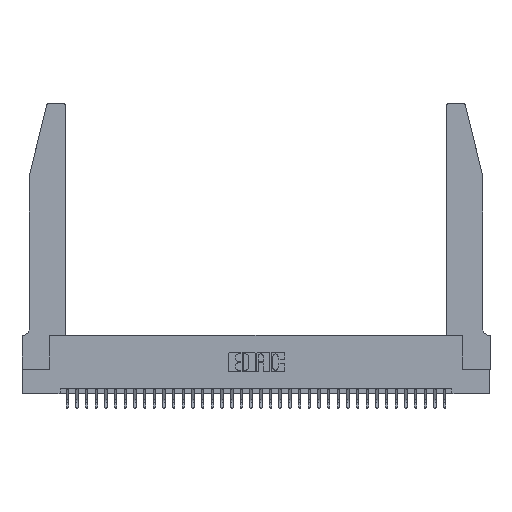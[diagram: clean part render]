
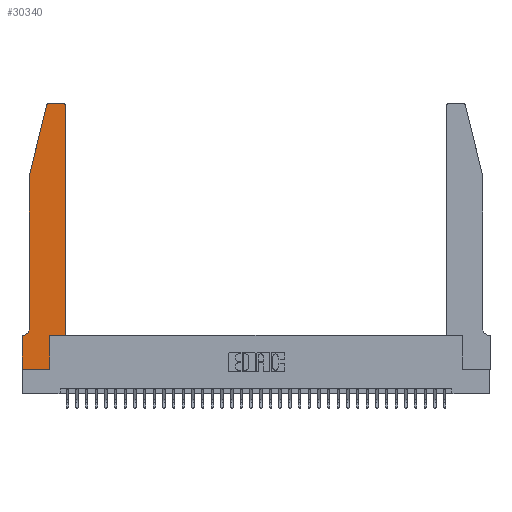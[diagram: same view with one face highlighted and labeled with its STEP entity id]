
A CAD part, top view. The second image highlights one B-rep face of the part: STEP entity #30340.
In plain terms, the highlighted planar face has unit normal (0, 0, 1).
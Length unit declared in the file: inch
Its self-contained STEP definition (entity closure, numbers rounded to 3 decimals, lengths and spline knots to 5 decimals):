
#464 = LINE ( 'NONE', #3947, #23261 ) ;
#639 = DIRECTION ( 'NONE',  ( 0., 0., -1. ) ) ;
#645 = DIRECTION ( 'NONE',  ( 0., 1., 0. ) ) ;
#852 = AXIS2_PLACEMENT_3D ( 'NONE', #17816, #639, #20672 ) ;
#1193 = CARTESIAN_POINT ( 'NONE',  ( 0., 0.35, 0.37 ) ) ;
#1451 = CARTESIAN_POINT ( 'NONE',  ( 0.0055, 0.35, 0.37 ) ) ;
#2031 = EDGE_CURVE ( 'NONE', #13992, #23495, #22924, .T. ) ;
#2218 = CARTESIAN_POINT ( 'NONE',  ( 0.2865, 0., 0.37 ) ) ;
#2681 = VERTEX_POINT ( 'NONE', #6992 ) ;
#3137 = CARTESIAN_POINT ( 'NONE',  ( 0.4505, 2.72, 0.37 ) ) ;
#3220 = VECTOR ( 'NONE', #28066, 39.37008 ) ;
#3947 = CARTESIAN_POINT ( 'NONE',  ( 0.0755, 0.35, 0.37 ) ) ;
#4134 = EDGE_CURVE ( 'NONE', #32514, #17386, #4656, .T. ) ;
#4349 = EDGE_CURVE ( 'NONE', #31964, #32514, #21092, .T. ) ;
#4359 = ORIENTED_EDGE ( 'NONE', *, *, #2031, .T. ) ;
#4371 = CARTESIAN_POINT ( 'NONE',  ( 0.4505, 0.35, 0.37 ) ) ;
#4513 = EDGE_CURVE ( 'NONE', #29278, #33632, #464, .T. ) ;
#4637 = CARTESIAN_POINT ( 'NONE',  ( 0.0755, 0.42, 0.37 ) ) ;
#4656 = LINE ( 'NONE', #13876, #33765 ) ;
#4689 = CIRCLE ( 'NONE', #5772, 0.03 ) ;
#5461 = CARTESIAN_POINT ( 'NONE',  ( 0., 0., 0.37 ) ) ;
#5478 = VERTEX_POINT ( 'NONE', #11707 ) ;
#5694 = CARTESIAN_POINT ( 'NONE',  ( 0.4205, 2.75, 0.37 ) ) ;
#5772 = AXIS2_PLACEMENT_3D ( 'NONE', #7638, #27371, #10503 ) ;
#6149 = ORIENTED_EDGE ( 'NONE', *, *, #10998, .T. ) ;
#6227 = DIRECTION ( 'NONE',  ( -0.239, -0.971, 0. ) ) ;
#6228 = CARTESIAN_POINT ( 'NONE',  ( 0., 0.35, 0.37 ) ) ;
#6651 = LINE ( 'NONE', #15890, #35675 ) ;
#6992 = CARTESIAN_POINT ( 'NONE',  ( 0.284, 2.75, 0.37 ) ) ;
#7579 = CARTESIAN_POINT ( 'NONE',  ( 0.25487, 2.72718, 0.37 ) ) ;
#7613 = EDGE_CURVE ( 'NONE', #33632, #5478, #6651, .T. ) ;
#7638 = CARTESIAN_POINT ( 'NONE',  ( 0.284, 2.72, 0.37 ) ) ;
#7710 = LINE ( 'NONE', #17822, #36646 ) ;
#8108 = EDGE_LOOP ( 'NONE', ( #10629, #33027, #19036, #29091, #15078, #30873, #31736, #10210, #26057, #4359, #6149, #28665 ) ) ;
#9140 = DIRECTION ( 'NONE',  ( 1., 0., 0. ) ) ;
#10210 = ORIENTED_EDGE ( 'NONE', *, *, #10245, .T. ) ;
#10245 = EDGE_CURVE ( 'NONE', #5478, #13155, #25874, .T. ) ;
#10503 = DIRECTION ( 'NONE',  ( 1., 0., 0. ) ) ;
#10629 = ORIENTED_EDGE ( 'NONE', *, *, #10632, .T. ) ;
#10632 = EDGE_CURVE ( 'NONE', #25357, #2681, #34984, .T. ) ;
#10998 = EDGE_CURVE ( 'NONE', #23495, #19912, #22751, .T. ) ;
#11062 = CARTESIAN_POINT ( 'NONE',  ( 0.4205, 2.72, 0.37 ) ) ;
#11707 = CARTESIAN_POINT ( 'NONE',  ( 0., 0., 0.37 ) ) ;
#13055 = DIRECTION ( 'NONE',  ( -1., 0., 0. ) ) ;
#13155 = VERTEX_POINT ( 'NONE', #2218 ) ;
#13876 = CARTESIAN_POINT ( 'NONE',  ( 0.0755, 2., 0.37 ) ) ;
#13927 = DIRECTION ( 'NONE',  ( 1., 0., 0. ) ) ;
#13992 = VERTEX_POINT ( 'NONE', #19165 ) ;
#15078 = ORIENTED_EDGE ( 'NONE', *, *, #36351, .T. ) ;
#15282 = VECTOR ( 'NONE', #23508, 39.37008 ) ;
#15756 = EDGE_CURVE ( 'NONE', #2681, #31964, #4689, .T. ) ;
#15890 = CARTESIAN_POINT ( 'NONE',  ( 0., 0., 0.37 ) ) ;
#16321 = VECTOR ( 'NONE', #24203, 39.37008 ) ;
#16378 = AXIS2_PLACEMENT_3D ( 'NONE', #6228, #26009, #9140 ) ;
#17386 = VERTEX_POINT ( 'NONE', #4637 ) ;
#17816 = CARTESIAN_POINT ( 'NONE',  ( 0.0055, 0.42, 0.37 ) ) ;
#17822 = CARTESIAN_POINT ( 'NONE',  ( 0.2865, 0.35, 0.37 ) ) ;
#19036 = ORIENTED_EDGE ( 'NONE', *, *, #4349, .T. ) ;
#19165 = CARTESIAN_POINT ( 'NONE',  ( 0.2865, 0.35, 0.37 ) ) ;
#19542 = DIRECTION ( 'NONE',  ( 0., -1., 0. ) ) ;
#19850 = CARTESIAN_POINT ( 'NONE',  ( 0.4505, 0.35, 0.37 ) ) ;
#19912 = VERTEX_POINT ( 'NONE', #3137 ) ;
#20360 = CARTESIAN_POINT ( 'NONE',  ( 0.0755, 2., 0.37 ) ) ;
#20672 = DIRECTION ( 'NONE',  ( -1., 0., 0. ) ) ;
#20989 = DIRECTION ( 'NONE',  ( -1., 0., 0. ) ) ;
#21092 = LINE ( 'NONE', #20360, #27670 ) ;
#22751 = LINE ( 'NONE', #34592, #15282 ) ;
#22924 = LINE ( 'NONE', #4371, #16321 ) ;
#23261 = VECTOR ( 'NONE', #20989, 39.37008 ) ;
#23495 = VERTEX_POINT ( 'NONE', #19850 ) ;
#23508 = DIRECTION ( 'NONE',  ( 0., 1., 0. ) ) ;
#24203 = DIRECTION ( 'NONE',  ( 1., 0., 0. ) ) ;
#25357 = VERTEX_POINT ( 'NONE', #5694 ) ;
#25874 = LINE ( 'NONE', #5461, #3220 ) ;
#26009 = DIRECTION ( 'NONE',  ( 0., 0., 1. ) ) ;
#26057 = ORIENTED_EDGE ( 'NONE', *, *, #26999, .T. ) ;
#26999 = EDGE_CURVE ( 'NONE', #13155, #13992, #7710, .T. ) ;
#27197 = DIRECTION ( 'NONE',  ( 0., -1., 0. ) ) ;
#27371 = DIRECTION ( 'NONE',  ( 0., 0., 1. ) ) ;
#27670 = VECTOR ( 'NONE', #6227, 39.37008 ) ;
#28066 = DIRECTION ( 'NONE',  ( 1., 0., 0. ) ) ;
#28665 = ORIENTED_EDGE ( 'NONE', *, *, #33822, .T. ) ;
#29091 = ORIENTED_EDGE ( 'NONE', *, *, #4134, .T. ) ;
#29278 = VERTEX_POINT ( 'NONE', #1451 ) ;
#29341 = CIRCLE ( 'NONE', #35646, 0.03 ) ;
#30340 = ADVANCED_FACE ( 'NONE', ( #35181 ), #34277, .T. ) ;
#30726 = DIRECTION ( 'NONE',  ( 0., 0., 1. ) ) ;
#30873 = ORIENTED_EDGE ( 'NONE', *, *, #4513, .T. ) ;
#31736 = ORIENTED_EDGE ( 'NONE', *, *, #7613, .T. ) ;
#31964 = VERTEX_POINT ( 'NONE', #7579 ) ;
#32514 = VERTEX_POINT ( 'NONE', #33125 ) ;
#32672 = CARTESIAN_POINT ( 'NONE',  ( 0.2605, 2.75, 0.37 ) ) ;
#33027 = ORIENTED_EDGE ( 'NONE', *, *, #15756, .T. ) ;
#33125 = CARTESIAN_POINT ( 'NONE',  ( 0.0755, 2., 0.37 ) ) ;
#33274 = VECTOR ( 'NONE', #13055, 39.37008 ) ;
#33632 = VERTEX_POINT ( 'NONE', #1193 ) ;
#33765 = VECTOR ( 'NONE', #19542, 39.37008 ) ;
#33822 = EDGE_CURVE ( 'NONE', #19912, #25357, #29341, .T. ) ;
#34277 = PLANE ( 'NONE',  #16378 ) ;
#34592 = CARTESIAN_POINT ( 'NONE',  ( 0.4505, 0.35, 0.37 ) ) ;
#34984 = LINE ( 'NONE', #32672, #33274 ) ;
#35181 = FACE_OUTER_BOUND ( 'NONE', #8108, .T. ) ;
#35432 = CIRCLE ( 'NONE', #852, 0.07 ) ;
#35646 = AXIS2_PLACEMENT_3D ( 'NONE', #11062, #30726, #13927 ) ;
#35675 = VECTOR ( 'NONE', #27197, 39.37008 ) ;
#36351 = EDGE_CURVE ( 'NONE', #17386, #29278, #35432, .T. ) ;
#36646 = VECTOR ( 'NONE', #645, 39.37008 ) ;
